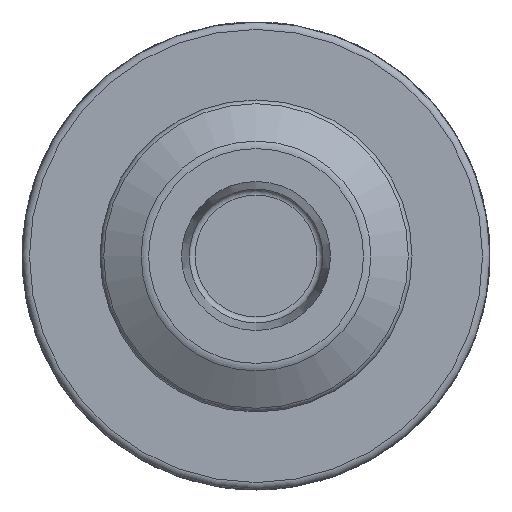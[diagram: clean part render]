
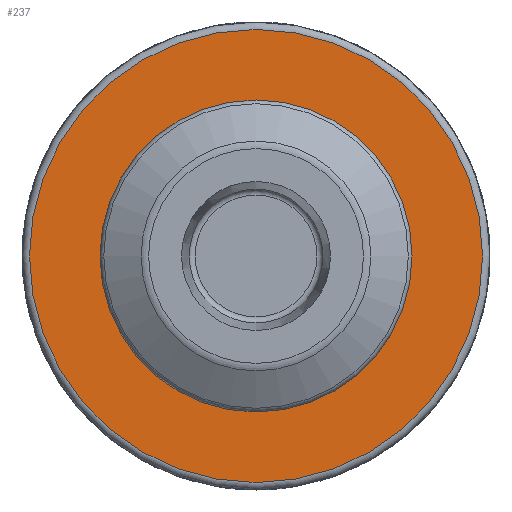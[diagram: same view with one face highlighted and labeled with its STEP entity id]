
A CAD part, left-side view. The second image highlights one B-rep face of the part: STEP entity #237.
In plain terms, the highlighted planar face has unit normal (-1, 0, 0).
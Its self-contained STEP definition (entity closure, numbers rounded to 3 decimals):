
#237=ADVANCED_FACE('',(#452,#453),#302,.F.);
#302=PLANE('',#1473);
#452=FACE_BOUND('',#553,.T.);
#453=FACE_BOUND('',#554,.T.);
#553=EDGE_LOOP('',(#783));
#554=EDGE_LOOP('',(#784));
#783=ORIENTED_EDGE('',*,*,#1255,.T.);
#784=ORIENTED_EDGE('',*,*,#1254,.F.);
#1094=VERTEX_POINT('',#2552);
#1095=VERTEX_POINT('',#2555);
#1254=EDGE_CURVE('',#1094,#1094,#1363,.T.);
#1255=EDGE_CURVE('',#1095,#1095,#1364,.T.);
#1363=CIRCLE('',#1470,30.495);
#1364=CIRCLE('',#1472,19.13);
#1470=AXIS2_PLACEMENT_3D('',#2551,#1729,#1730);
#1472=AXIS2_PLACEMENT_3D('',#2554,#1733,#1734);
#1473=AXIS2_PLACEMENT_3D('',#2556,#1735,#1736);
#1729=DIRECTION('',(1.,0.,0.));
#1730=DIRECTION('',(0.,0.,1.));
#1733=DIRECTION('',(1.,0.,0.));
#1734=DIRECTION('',(0.,0.,1.));
#1735=DIRECTION('',(1.,0.,0.));
#1736=DIRECTION('',(0.,0.,-1.));
#2551=CARTESIAN_POINT('',(21.,0.,0.));
#2552=CARTESIAN_POINT('',(21.,0.,30.495));
#2554=CARTESIAN_POINT('',(21.,0.,0.));
#2555=CARTESIAN_POINT('',(21.,0.,19.13));
#2556=CARTESIAN_POINT('',(21.,30.495,0.));
